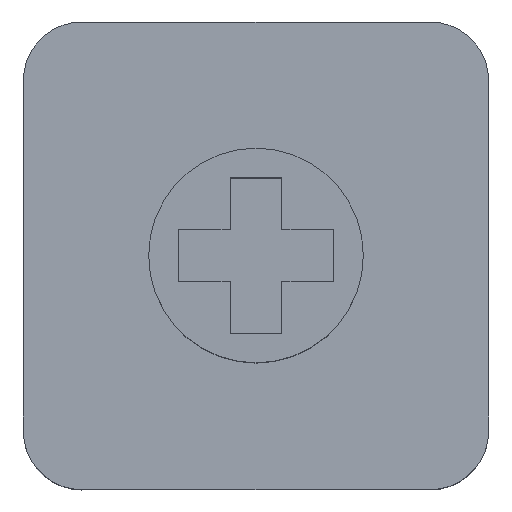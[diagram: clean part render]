
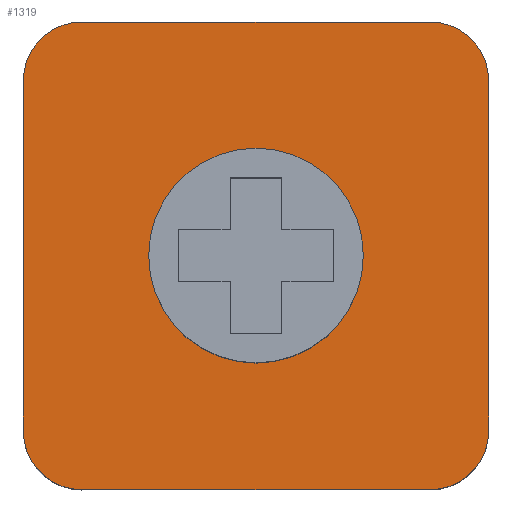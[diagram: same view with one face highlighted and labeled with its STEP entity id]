
A CAD part, top view. The second image highlights one B-rep face of the part: STEP entity #1319.
In plain terms, the highlighted planar face has unit normal (0, 0, 1).
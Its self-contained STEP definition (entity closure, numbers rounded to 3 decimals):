
#25=CIRCLE('',#1393,2.8);
#26=CIRCLE('',#1396,1.53);
#27=CIRCLE('',#1397,1.53);
#28=CIRCLE('',#1398,1.53);
#29=CIRCLE('',#1399,1.53);
#35=FACE_BOUND('',#218,.T.);
#74=PLANE('',#1395);
#141=FACE_OUTER_BOUND('',#217,.T.);
#217=EDGE_LOOP('',(#1178,#1179,#1180,#1181,#1182,#1183,#1184,#1185));
#218=EDGE_LOOP('',(#1186));
#354=LINE('',#2297,#491);
#355=LINE('',#2301,#492);
#356=LINE('',#2305,#493);
#357=LINE('',#2309,#494);
#491=VECTOR('',#1629,10.);
#492=VECTOR('',#1632,10.);
#493=VECTOR('',#1635,10.);
#494=VECTOR('',#1638,10.);
#662=VERTEX_POINT('',#2290);
#663=VERTEX_POINT('',#2295);
#664=VERTEX_POINT('',#2296);
#665=VERTEX_POINT('',#2298);
#666=VERTEX_POINT('',#2300);
#667=VERTEX_POINT('',#2302);
#668=VERTEX_POINT('',#2304);
#669=VERTEX_POINT('',#2306);
#670=VERTEX_POINT('',#2308);
#843=EDGE_CURVE('',#662,#662,#25,.T.);
#844=EDGE_CURVE('',#663,#664,#354,.T.);
#845=EDGE_CURVE('',#664,#665,#26,.T.);
#846=EDGE_CURVE('',#665,#666,#355,.T.);
#847=EDGE_CURVE('',#666,#667,#27,.T.);
#848=EDGE_CURVE('',#667,#668,#356,.T.);
#849=EDGE_CURVE('',#668,#669,#28,.T.);
#850=EDGE_CURVE('',#669,#670,#357,.T.);
#851=EDGE_CURVE('',#670,#663,#29,.T.);
#1178=ORIENTED_EDGE('',*,*,#844,.T.);
#1179=ORIENTED_EDGE('',*,*,#845,.T.);
#1180=ORIENTED_EDGE('',*,*,#846,.T.);
#1181=ORIENTED_EDGE('',*,*,#847,.T.);
#1182=ORIENTED_EDGE('',*,*,#848,.T.);
#1183=ORIENTED_EDGE('',*,*,#849,.T.);
#1184=ORIENTED_EDGE('',*,*,#850,.T.);
#1185=ORIENTED_EDGE('',*,*,#851,.T.);
#1186=ORIENTED_EDGE('',*,*,#843,.T.);
#1319=ADVANCED_FACE('',(#141,#35),#74,.T.);
#1393=AXIS2_PLACEMENT_3D('',#2292,#1623,#1624);
#1395=AXIS2_PLACEMENT_3D('',#2294,#1627,#1628);
#1396=AXIS2_PLACEMENT_3D('',#2299,#1630,#1631);
#1397=AXIS2_PLACEMENT_3D('',#2303,#1633,#1634);
#1398=AXIS2_PLACEMENT_3D('',#2307,#1636,#1637);
#1399=AXIS2_PLACEMENT_3D('',#2310,#1639,#1640);
#1623=DIRECTION('center_axis',(0.,0.,-1.));
#1624=DIRECTION('ref_axis',(1.,0.,0.));
#1627=DIRECTION('center_axis',(0.,0.,1.));
#1628=DIRECTION('ref_axis',(1.,0.,0.));
#1629=DIRECTION('',(-1.,0.,0.));
#1630=DIRECTION('center_axis',(0.,0.,1.));
#1631=DIRECTION('ref_axis',(0.,1.,0.));
#1632=DIRECTION('',(0.,-1.,0.));
#1633=DIRECTION('center_axis',(0.,0.,1.));
#1634=DIRECTION('ref_axis',(-1.,0.,0.));
#1635=DIRECTION('',(1.,0.,0.));
#1636=DIRECTION('center_axis',(0.,0.,1.));
#1637=DIRECTION('ref_axis',(0.,-1.,0.));
#1638=DIRECTION('',(0.,1.,0.));
#1639=DIRECTION('center_axis',(0.,0.,1.));
#1640=DIRECTION('ref_axis',(1.,0.,0.));
#2290=CARTESIAN_POINT('',(3.27,6.1,5.));
#2292=CARTESIAN_POINT('Origin',(6.07,6.1,5.));
#2294=CARTESIAN_POINT('Origin',(6.07,6.1,5.));
#2295=CARTESIAN_POINT('',(10.61,12.2,5.));
#2296=CARTESIAN_POINT('',(1.53,12.2,5.));
#2297=CARTESIAN_POINT('',(10.61,12.2,5.));
#2298=CARTESIAN_POINT('',(0.,10.67,5.));
#2299=CARTESIAN_POINT('Origin',(1.53,10.67,5.));
#2300=CARTESIAN_POINT('',(0.,1.53,5.));
#2301=CARTESIAN_POINT('',(0.,10.67,5.));
#2302=CARTESIAN_POINT('',(1.53,0.,5.));
#2303=CARTESIAN_POINT('Origin',(1.53,1.53,5.));
#2304=CARTESIAN_POINT('',(10.61,0.,5.));
#2305=CARTESIAN_POINT('',(1.53,0.,5.));
#2306=CARTESIAN_POINT('',(12.14,1.53,5.));
#2307=CARTESIAN_POINT('Origin',(10.61,1.53,5.));
#2308=CARTESIAN_POINT('',(12.14,10.67,5.));
#2309=CARTESIAN_POINT('',(12.14,1.53,5.));
#2310=CARTESIAN_POINT('Origin',(10.61,10.67,5.));
